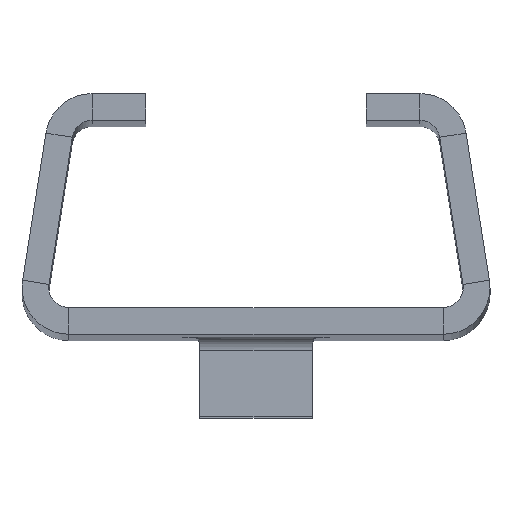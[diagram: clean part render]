
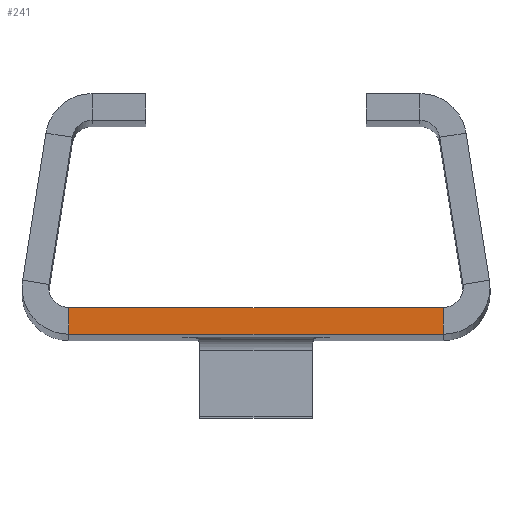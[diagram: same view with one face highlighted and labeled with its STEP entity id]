
A CAD part, top view. The second image highlights one B-rep face of the part: STEP entity #241.
In plain terms, the highlighted planar face has unit normal (0, 0, 1).
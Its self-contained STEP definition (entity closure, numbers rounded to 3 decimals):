
#110 = EDGE_CURVE ( 'NONE', #977, #306, #2050, .T. ) ;
#136 = DIRECTION ( 'NONE',  ( 1., 0., 0. ) ) ;
#145 = CARTESIAN_POINT ( 'NONE',  ( 14.002, 0., 270. ) ) ;
#186 = EDGE_CURVE ( 'NONE', #1556, #306, #1768, .T. ) ;
#230 = CARTESIAN_POINT ( 'NONE',  ( 14.002, 2., 270. ) ) ;
#241 = ADVANCED_FACE ( 'NONE', ( #1673 ), #993, .T. ) ;
#306 = VERTEX_POINT ( 'NONE', #230 ) ;
#315 = CARTESIAN_POINT ( 'NONE',  ( 14.002, 0., 270. ) ) ;
#316 = VECTOR ( 'NONE', #136, 1000. ) ;
#384 = CARTESIAN_POINT ( 'NONE',  ( 15.484, 3.735, 270. ) ) ;
#473 = LINE ( 'NONE', #145, #316 ) ;
#504 = CARTESIAN_POINT ( 'NONE',  ( 14.002, 0., 270. ) ) ;
#584 = VERTEX_POINT ( 'NONE', #1214 ) ;
#794 = DIRECTION ( 'NONE',  ( 0., 1., 0. ) ) ;
#815 = DIRECTION ( 'NONE',  ( 1., 0., 0. ) ) ;
#820 = CARTESIAN_POINT ( 'NONE',  ( 14.002, 2., 270. ) ) ;
#844 = VECTOR ( 'NONE', #1635, 1000. ) ;
#869 = EDGE_CURVE ( 'NONE', #584, #1556, #473, .T. ) ;
#977 = VERTEX_POINT ( 'NONE', #1432 ) ;
#989 = DIRECTION ( 'NONE',  ( 1., 0., 0. ) ) ;
#990 = DIRECTION ( 'NONE',  ( 0., 0., 1. ) ) ;
#993 = PLANE ( 'NONE',  #1419 ) ;
#1063 = ORIENTED_EDGE ( 'NONE', *, *, #869, .T. ) ;
#1065 = ORIENTED_EDGE ( 'NONE', *, *, #186, .T. ) ;
#1089 = EDGE_CURVE ( 'NONE', #977, #584, #1962, .T. ) ;
#1091 = ORIENTED_EDGE ( 'NONE', *, *, #110, .F. ) ;
#1107 = EDGE_LOOP ( 'NONE', ( #1063, #1065, #1091, #1123 ) ) ;
#1123 = ORIENTED_EDGE ( 'NONE', *, *, #1089, .T. ) ;
#1214 = CARTESIAN_POINT ( 'NONE',  ( -14.002, 0., 270. ) ) ;
#1419 = AXIS2_PLACEMENT_3D ( 'NONE', #384, #990, #989 ) ;
#1432 = CARTESIAN_POINT ( 'NONE',  ( -14.002, 2., 270. ) ) ;
#1556 = VERTEX_POINT ( 'NONE', #315 ) ;
#1635 = DIRECTION ( 'NONE',  ( 0., -1., 0. ) ) ;
#1646 = CARTESIAN_POINT ( 'NONE',  ( -14.002, 2., 270. ) ) ;
#1673 = FACE_OUTER_BOUND ( 'NONE', #1107, .T. ) ;
#1768 = LINE ( 'NONE', #504, #1786 ) ;
#1786 = VECTOR ( 'NONE', #794, 1000. ) ;
#1962 = LINE ( 'NONE', #1646, #844 ) ;
#2049 = VECTOR ( 'NONE', #815, 1000. ) ;
#2050 = LINE ( 'NONE', #820, #2049 ) ;
